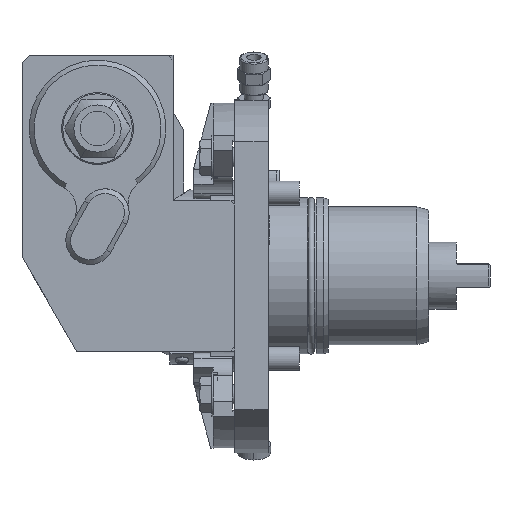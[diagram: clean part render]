
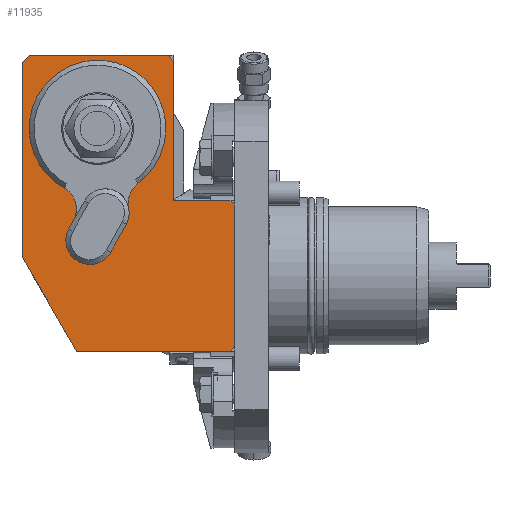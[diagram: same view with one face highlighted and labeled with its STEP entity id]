
A CAD part, front view. The second image highlights one B-rep face of the part: STEP entity #11935.
In plain terms, the highlighted planar face has unit normal (0, -1, 0).
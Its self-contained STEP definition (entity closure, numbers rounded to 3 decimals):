
#922=DIRECTION('',(0.707,0.,-0.707));
#923=VECTOR('',#922,2.828);
#924=CARTESIAN_POINT('',(-16.,-95.,31.5));
#925=LINE('',#924,#923);
#988=DIRECTION('',(-0.707,0.,-0.707));
#989=VECTOR('',#988,4.243);
#990=CARTESIAN_POINT('',(-99.716,-95.,91.943));
#991=LINE('',#990,#989);
#992=DIRECTION('',(-1.,0.,0.));
#993=VECTOR('',#992,58.);
#994=CARTESIAN_POINT('',(-41.716,-95.,91.943));
#995=LINE('',#994,#993);
#996=DIRECTION('',(0.,0.,1.));
#997=VECTOR('',#996,58.443);
#998=CARTESIAN_POINT('',(-39.716,-95.,31.5));
#999=LINE('',#998,#997);
#1000=DIRECTION('',(-1.,0.,0.));
#1001=VECTOR('',#1000,23.716);
#1002=CARTESIAN_POINT('',(-16.,-95.,31.5));
#1003=LINE('',#1002,#1001);
#1004=DIRECTION('',(0.,0.,1.));
#1005=VECTOR('',#1004,59.);
#1006=CARTESIAN_POINT('',(-14.,-95.,-29.5));
#1007=LINE('',#1006,#1005);
#1008=DIRECTION('',(1.,0.,0.));
#1009=VECTOR('',#1008,63.911);
#1010=CARTESIAN_POINT('',(-79.911,-95.,-31.5));
#1011=LINE('',#1010,#1009);
#1012=DIRECTION('',(0.5,0.,-0.866));
#1013=VECTOR('',#1012,45.611);
#1014=CARTESIAN_POINT('',(-102.716,-95.,8.));
#1015=LINE('',#1014,#1013);
#1016=DIRECTION('',(0.,0.,-1.));
#1017=VECTOR('',#1016,80.943);
#1018=CARTESIAN_POINT('',(-102.716,-95.,88.943));
#1019=LINE('',#1018,#1017);
#1020=CARTESIAN_POINT('',(-48.428,-95.,30.412));
#1021=DIRECTION('',(0.,-1.,0.));
#1022=DIRECTION('',(-0.592,0.,0.806));
#1023=AXIS2_PLACEMENT_3D('',#1020,#1021,#1022);
#1025=CARTESIAN_POINT('',(-90.021,-95.,27.848));
#1026=DIRECTION('',(0.,-1.,0.));
#1027=DIRECTION('',(0.874,0.,-0.485));
#1028=AXIS2_PLACEMENT_3D('',#1025,#1026,#1027);
#1030=DIRECTION('',(-0.485,0.,-0.874));
#1031=VECTOR('',#1030,3.909);
#1032=CARTESIAN_POINT('',(-81.276,-95.,22.997));
#1033=LINE('',#1032,#1031);
#1034=CARTESIAN_POINT('',(-74.427,-95.,14.728));
#1035=DIRECTION('',(0.,-1.,0.));
#1036=DIRECTION('',(-0.874,0.,0.485));
#1037=AXIS2_PLACEMENT_3D('',#1034,#1035,#1036);
#1039=DIRECTION('',(0.485,0.,0.874));
#1040=VECTOR('',#1039,13.245);
#1041=CARTESIAN_POINT('',(-65.682,-95.,9.878));
#1042=LINE('',#1041,#1040);
#1043=CARTESIAN_POINT('',(-68.003,-95.,26.31));
#1044=DIRECTION('',(0.,-1.,0.));
#1045=DIRECTION('',(0.874,0.,-0.485));
#1046=AXIS2_PLACEMENT_3D('',#1043,#1044,#1045);
#1189=DIRECTION('',(-0.707,0.,-0.707));
#1190=VECTOR('',#1189,2.828);
#1191=CARTESIAN_POINT('',(-14.,-95.,-29.5));
#1192=LINE('',#1191,#1190);
#4737=DIRECTION('',(0.707,0.,-0.707));
#4738=VECTOR('',#4737,2.828);
#4739=CARTESIAN_POINT('',(-41.716,-95.,91.943));
#4740=LINE('',#4739,#4738);
#7392=CARTESIAN_POINT('',(-71.216,-95.,61.443));
#7393=DIRECTION('',(0.,1.,0.));
#7394=DIRECTION('',(-0.488,0.,-0.873));
#7395=AXIS2_PLACEMENT_3D('',#7392,#7393,#7394);
#9724=CARTESIAN_POINT('',(-102.716,-95.,8.));
#9725=CARTESIAN_POINT('',(-79.911,-95.,-31.5));
#9726=VERTEX_POINT('',#9724);
#9727=VERTEX_POINT('',#9725);
#9728=CARTESIAN_POINT('',(-83.172,-95.,19.579));
#9729=CARTESIAN_POINT('',(-65.682,-95.,9.878));
#9730=VERTEX_POINT('',#9728);
#9731=VERTEX_POINT('',#9729);
#9732=CARTESIAN_POINT('',(-59.258,-95.,21.46));
#9733=VERTEX_POINT('',#9732);
#9750=CARTESIAN_POINT('',(-14.,-95.,-29.5));
#9751=CARTESIAN_POINT('',(-16.,-95.,-31.5));
#9752=VERTEX_POINT('',#9750);
#9753=VERTEX_POINT('',#9751);
#9754=CARTESIAN_POINT('',(-16.,-95.,31.5));
#9755=CARTESIAN_POINT('',(-14.,-95.,29.5));
#9756=VERTEX_POINT('',#9754);
#9757=VERTEX_POINT('',#9755);
#9758=CARTESIAN_POINT('',(-41.716,-95.,91.943));
#9759=CARTESIAN_POINT('',(-39.716,-95.,89.943));
#9760=VERTEX_POINT('',#9758);
#9761=VERTEX_POINT('',#9759);
#9762=CARTESIAN_POINT('',(-39.716,-95.,31.5));
#9763=VERTEX_POINT('',#9762);
#9764=CARTESIAN_POINT('',(-54.347,-95.,38.472));
#9765=CARTESIAN_POINT('',(-58.215,-95.,28.361));
#9766=VERTEX_POINT('',#9764);
#9767=VERTEX_POINT('',#9765);
#9768=CARTESIAN_POINT('',(-81.276,-95.,22.997));
#9769=CARTESIAN_POINT('',(-85.136,-95.,36.574));
#9770=VERTEX_POINT('',#9768);
#9771=VERTEX_POINT('',#9769);
#9790=CARTESIAN_POINT('',(-99.716,-95.,91.943));
#9791=CARTESIAN_POINT('',(-102.716,-95.,88.943));
#9792=VERTEX_POINT('',#9790);
#9793=VERTEX_POINT('',#9791);
#11894=CARTESIAN_POINT('',(-20.5,-95.,-24.5));
#11895=DIRECTION('',(0.,1.,0.));
#11896=DIRECTION('',(1.,0.,0.));
#11897=AXIS2_PLACEMENT_3D('',#11894,#11895,#11896);
#11898=PLANE('',#11897);
#11900=ORIENTED_EDGE('',*,*,#11899,.F.);
#11902=ORIENTED_EDGE('',*,*,#11901,.F.);
#11904=ORIENTED_EDGE('',*,*,#11903,.T.);
#11905=ORIENTED_EDGE('',*,*,#11887,.F.);
#11906=ORIENTED_EDGE('',*,*,#11832,.F.);
#11907=ORIENTED_EDGE('',*,*,#11795,.T.);
#11908=ORIENTED_EDGE('',*,*,#11782,.F.);
#11910=ORIENTED_EDGE('',*,*,#11909,.T.);
#11912=ORIENTED_EDGE('',*,*,#11911,.F.);
#11914=ORIENTED_EDGE('',*,*,#11913,.F.);
#11916=ORIENTED_EDGE('',*,*,#11915,.F.);
#11917=EDGE_LOOP('',(#11900,#11902,#11904,#11905,#11906,#11907,#11908,#11910,
#11912,#11914,#11916));
#11918=FACE_OUTER_BOUND('',#11917,.F.);
#11920=ORIENTED_EDGE('',*,*,#11919,.F.);
#11922=ORIENTED_EDGE('',*,*,#11921,.F.);
#11924=ORIENTED_EDGE('',*,*,#11923,.F.);
#11926=ORIENTED_EDGE('',*,*,#11925,.T.);
#11928=ORIENTED_EDGE('',*,*,#11927,.T.);
#11930=ORIENTED_EDGE('',*,*,#11929,.T.);
#11932=ORIENTED_EDGE('',*,*,#11931,.T.);
#11933=EDGE_LOOP('',(#11920,#11922,#11924,#11926,#11928,#11930,#11932));
#11934=FACE_BOUND('',#11933,.F.);
#11935=ADVANCED_FACE('',(#11918,#11934),#11898,.F.);
#1024=CIRCLE('',#1023,10.);
#1029=CIRCLE('',#1028,10.);
#1038=CIRCLE('',#1037,10.);
#1047=CIRCLE('',#1046,10.);
#7396=CIRCLE('',#7395,28.5);
#11782=EDGE_CURVE('',#9752,#9757,#1007,.T.);
#11795=EDGE_CURVE('',#9756,#9757,#925,.T.);
#11832=EDGE_CURVE('',#9756,#9763,#1003,.T.);
#11887=EDGE_CURVE('',#9763,#9761,#999,.T.);
#11899=EDGE_CURVE('',#9792,#9793,#991,.T.);
#11901=EDGE_CURVE('',#9760,#9792,#995,.T.);
#11903=EDGE_CURVE('',#9760,#9761,#4740,.T.);
#11909=EDGE_CURVE('',#9752,#9753,#1192,.T.);
#11911=EDGE_CURVE('',#9727,#9753,#1011,.T.);
#11913=EDGE_CURVE('',#9726,#9727,#1015,.T.);
#11915=EDGE_CURVE('',#9793,#9726,#1019,.T.);
#11919=EDGE_CURVE('',#9766,#9767,#1024,.T.);
#11921=EDGE_CURVE('',#9771,#9766,#7396,.T.);
#11923=EDGE_CURVE('',#9770,#9771,#1029,.T.);
#11925=EDGE_CURVE('',#9770,#9730,#1033,.T.);
#11927=EDGE_CURVE('',#9730,#9731,#1038,.T.);
#11929=EDGE_CURVE('',#9731,#9733,#1042,.T.);
#11931=EDGE_CURVE('',#9733,#9767,#1047,.T.);
